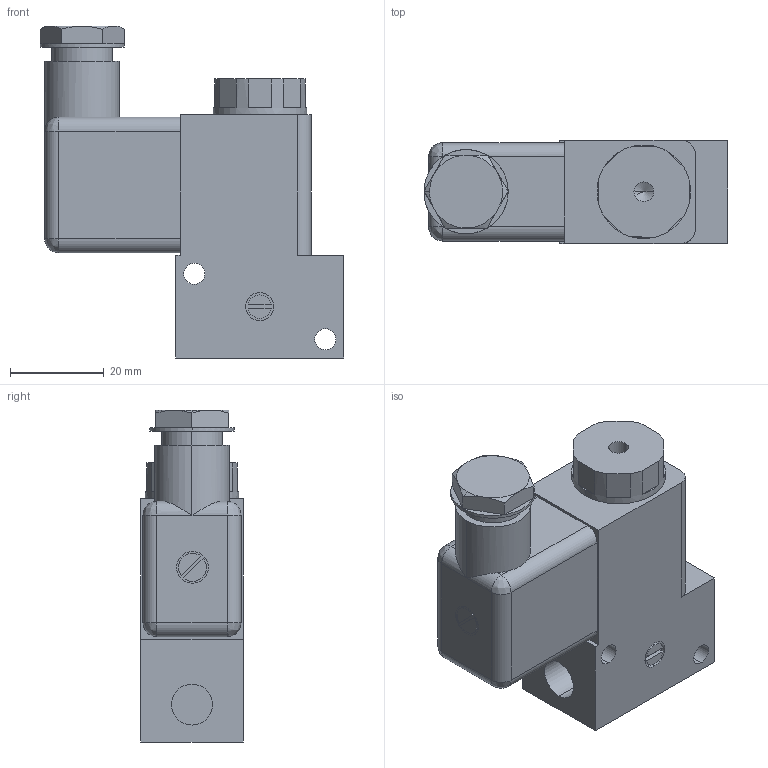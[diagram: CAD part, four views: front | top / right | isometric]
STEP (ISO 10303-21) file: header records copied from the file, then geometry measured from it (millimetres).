
FILE_DESCRIPTION (( 'STEP AP203' ), '1' );
FILE_NAME ('MH.311.015TT.STEP', '2018-11-23T08:09:29', ( '' ), ( '' ), 'SwSTEP 2.0', 'SolidWorks 2013', '' );
FILE_SCHEMA (( 'CONFIG_CONTROL_DESIGN' ));
Length unit declared in the file: millimetre
Products named in the file (1): MH.311.015TT
Bounding box: 65 x 22 x 71 mm (x, y, z)
Volume: 57969.4 mm3; surface area: 13255.8 mm2
Topology: 2 solids, 2 shells, 114 faces, 270 edges, 167 vertices
Faces by surface type: plane 63, cylinder 41, cone 6, bspline 4
Entity records: 3439 total; most frequent: CARTESIAN_POINT 706, DIRECTION 580, ORIENTED_EDGE 528, EDGE_CURVE 264, AXIS2_PLACEMENT_3D 219, VERTEX_POINT 167, LINE 142, VECTOR 142
